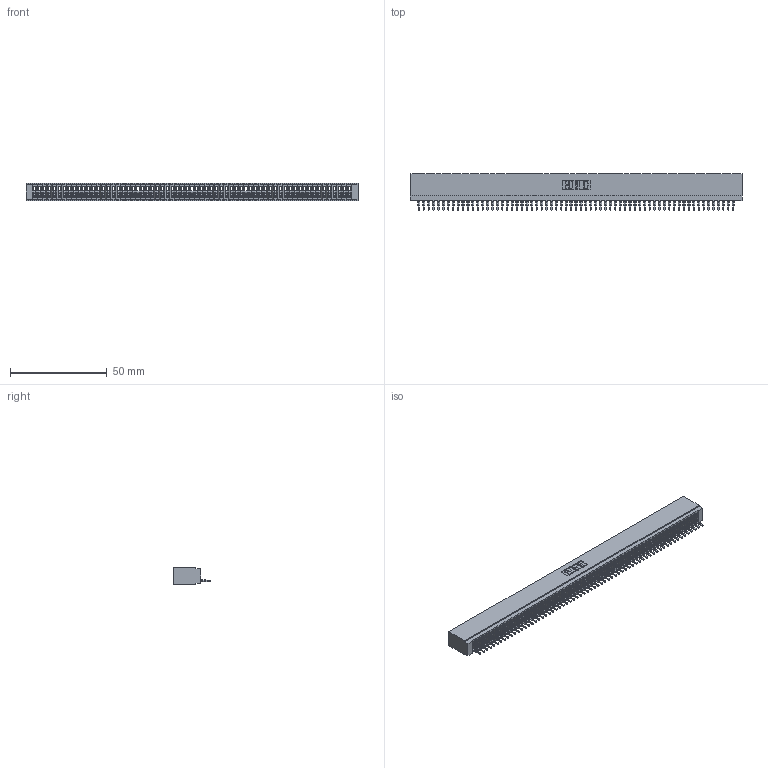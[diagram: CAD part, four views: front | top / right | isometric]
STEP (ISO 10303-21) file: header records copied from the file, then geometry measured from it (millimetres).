
FILE_DESCRIPTION (( 'STEP AP203' ), '1' );
FILE_NAME ('725-065-525-101.STEP', '2026-03-06T00:43:43', ( '' ), ( '' ), 'SwSTEP 2.0', 'SolidWorks 2023', '' );
FILE_SCHEMA (( 'CONFIG_CONTROL_DESIGN' ));
Length unit declared in the file: millimetre
Products named in the file (3): 725 Part_Insulator Option - 01; 725-065-525-101; 745-292-001_525
Assembly tree (66 placements, depth 2):
  725-065-525-101
    725 Part_Insulator Option - 01
    745-292-001_525  x65
Bounding box: 171.7 x 18.8 x 8.89 mm (x, y, z)
Volume: 12845.5 mm3; surface area: 25014.3 mm2
Topology: 66 solids, 66 shells, 7375 faces, 20274 edges, 12778 vertices
Faces by surface type: plane 4410, bspline 1300, cylinder 1275, torus 390
Entity records: 104173 total; most frequent: CARTESIAN_POINT 18858, ORIENTED_EDGE 18404, DIRECTION 15930, EDGE_CURVE 9202, LINE 8630, VECTOR 8630, VERTEX_POINT 5866, AXIS2_PLACEMENT_3D 3650
